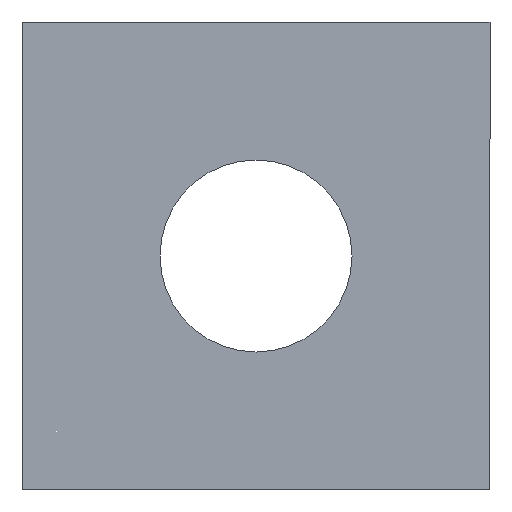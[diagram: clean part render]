
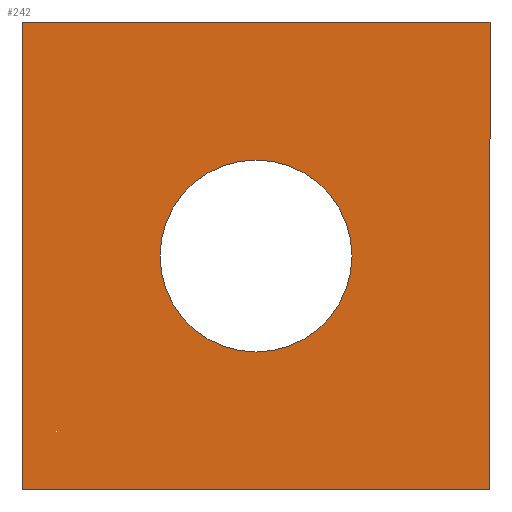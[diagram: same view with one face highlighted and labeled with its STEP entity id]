
A CAD part, front view. The second image highlights one B-rep face of the part: STEP entity #242.
In plain terms, the highlighted planar face has unit normal (0, -1, 0).
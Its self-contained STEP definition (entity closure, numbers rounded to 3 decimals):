
#12 = AXIS2_PLACEMENT_3D ( 'NONE', #238, #164, #29 ) ;
#16 = CARTESIAN_POINT ( 'NONE',  ( 0., 0., 0. ) ) ;
#17 = VERTEX_POINT ( 'NONE', #131 ) ;
#25 = DIRECTION ( 'NONE',  ( 0., 0., 1. ) ) ;
#27 = LINE ( 'NONE', #33, #111 ) ;
#29 = DIRECTION ( 'NONE',  ( 0., 0., -1. ) ) ;
#33 = CARTESIAN_POINT ( 'NONE',  ( 0., 0., 0. ) ) ;
#39 = CARTESIAN_POINT ( 'NONE',  ( 9.75, 0., -9.75 ) ) ;
#43 = VECTOR ( 'NONE', #25, 1000. ) ;
#53 = EDGE_LOOP ( 'NONE', ( #94, #106 ) ) ;
#57 = DIRECTION ( 'NONE',  ( 0., 0., -1. ) ) ;
#65 = CIRCLE ( 'NONE', #76, 2. ) ;
#72 = LINE ( 'NONE', #16, #43 ) ;
#76 = AXIS2_PLACEMENT_3D ( 'NONE', #262, #103, #189 ) ;
#81 = EDGE_LOOP ( 'NONE', ( #254, #139, #155, #172 ) ) ;
#84 = PLANE ( 'NONE',  #12 ) ;
#93 = DIRECTION ( 'NONE',  ( 1., 0., 0. ) ) ;
#94 = ORIENTED_EDGE ( 'NONE', *, *, #234, .T. ) ;
#96 = VECTOR ( 'NONE', #57, 1000. ) ;
#99 = LINE ( 'NONE', #223, #96 ) ;
#103 = DIRECTION ( 'NONE',  ( 0., 1., 0. ) ) ;
#105 = FACE_OUTER_BOUND ( 'NONE', #81, .T. ) ;
#106 = ORIENTED_EDGE ( 'NONE', *, *, #194, .T. ) ;
#108 = AXIS2_PLACEMENT_3D ( 'NONE', #123, #193, #143 ) ;
#111 = VECTOR ( 'NONE', #93, 1000. ) ;
#123 = CARTESIAN_POINT ( 'NONE',  ( 4.875, 0., -4.875 ) ) ;
#131 = CARTESIAN_POINT ( 'NONE',  ( 0., 0., -9.75 ) ) ;
#138 = EDGE_CURVE ( 'NONE', #222, #203, #99, .T. ) ;
#139 = ORIENTED_EDGE ( 'NONE', *, *, #200, .F. ) ;
#142 = EDGE_CURVE ( 'NONE', #205, #222, #27, .T. ) ;
#143 = DIRECTION ( 'NONE',  ( 0., 0., 1. ) ) ;
#152 = LINE ( 'NONE', #224, #198 ) ;
#155 = ORIENTED_EDGE ( 'NONE', *, *, #138, .F. ) ;
#164 = DIRECTION ( 'NONE',  ( 0., -1., 0. ) ) ;
#166 = CARTESIAN_POINT ( 'NONE',  ( 0., 0., 0. ) ) ;
#172 = ORIENTED_EDGE ( 'NONE', *, *, #142, .F. ) ;
#174 = CIRCLE ( 'NONE', #108, 2. ) ;
#185 = VERTEX_POINT ( 'NONE', #225 ) ;
#189 = DIRECTION ( 'NONE',  ( 0., 0., 1. ) ) ;
#193 = DIRECTION ( 'NONE',  ( 0., 1., 0. ) ) ;
#194 = EDGE_CURVE ( 'NONE', #201, #185, #65, .T. ) ;
#198 = VECTOR ( 'NONE', #247, 1000. ) ;
#200 = EDGE_CURVE ( 'NONE', #203, #17, #152, .T. ) ;
#201 = VERTEX_POINT ( 'NONE', #264 ) ;
#203 = VERTEX_POINT ( 'NONE', #39 ) ;
#205 = VERTEX_POINT ( 'NONE', #166 ) ;
#222 = VERTEX_POINT ( 'NONE', #268 ) ;
#223 = CARTESIAN_POINT ( 'NONE',  ( 9.75, 0., 0. ) ) ;
#224 = CARTESIAN_POINT ( 'NONE',  ( 0., 0., -9.75 ) ) ;
#225 = CARTESIAN_POINT ( 'NONE',  ( 4.875, 0., -6.875 ) ) ;
#229 = EDGE_CURVE ( 'NONE', #17, #205, #72, .T. ) ;
#234 = EDGE_CURVE ( 'NONE', #185, #201, #174, .T. ) ;
#238 = CARTESIAN_POINT ( 'NONE',  ( 0., 0., 0. ) ) ;
#242 = ADVANCED_FACE ( 'NONE', ( #105, #258 ), #84, .T. ) ;
#247 = DIRECTION ( 'NONE',  ( -1., 0., 0. ) ) ;
#254 = ORIENTED_EDGE ( 'NONE', *, *, #229, .F. ) ;
#258 = FACE_BOUND ( 'NONE', #53, .T. ) ;
#262 = CARTESIAN_POINT ( 'NONE',  ( 4.875, 0., -4.875 ) ) ;
#264 = CARTESIAN_POINT ( 'NONE',  ( 4.875, 0., -2.875 ) ) ;
#268 = CARTESIAN_POINT ( 'NONE',  ( 9.75, 0., 0. ) ) ;
